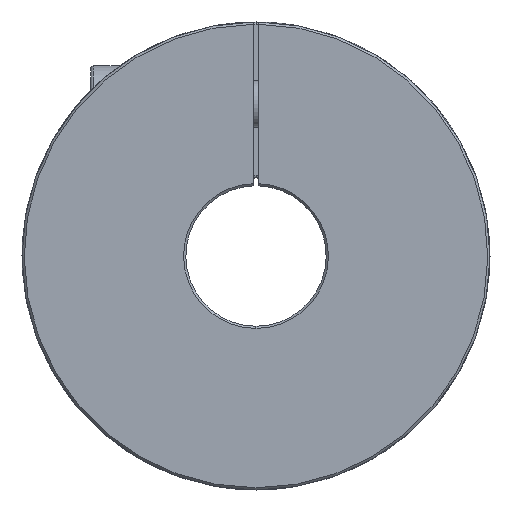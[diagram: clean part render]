
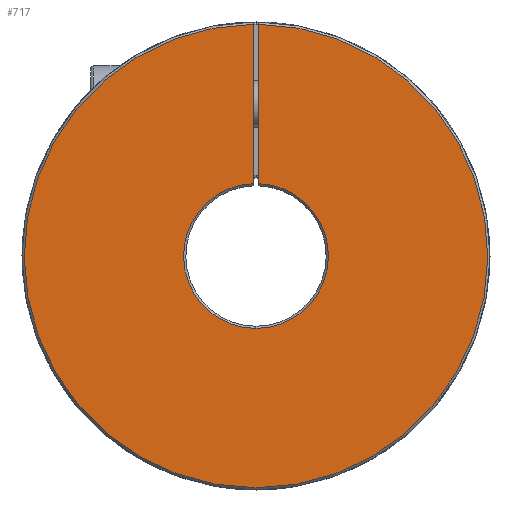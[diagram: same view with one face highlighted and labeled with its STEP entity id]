
A CAD part, left-side view. The second image highlights one B-rep face of the part: STEP entity #717.
In plain terms, the highlighted planar face has unit normal (-1, 0, 0).
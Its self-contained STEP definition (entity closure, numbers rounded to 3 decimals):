
#717 = ADVANCED_FACE ( 'NONE', ( #4683 ), #5977, .T. ) ;
#1110 = EDGE_CURVE ( 'NONE', #2274, #2275, #6876, .T. ) ;
#1786 = EDGE_LOOP ( 'NONE', ( #2711, #2712, #2713, #2714, #2715 ) ) ;
#1959 = EDGE_CURVE ( 'NONE', #2315, #2316, #6945, .T. ) ;
#1962 = EDGE_CURVE ( 'NONE', #2315, #2274, #6956, .T. ) ;
#1963 = EDGE_CURVE ( 'NONE', #2314, #2316, #6958, .T. ) ;
#1964 = EDGE_CURVE ( 'NONE', #2275, #2314, #6941, .T. ) ;
#2274 = VERTEX_POINT ( 'NONE', #9364 ) ;
#2275 = VERTEX_POINT ( 'NONE', #9365 ) ;
#2314 = VERTEX_POINT ( 'NONE', #9404 ) ;
#2315 = VERTEX_POINT ( 'NONE', #9405 ) ;
#2316 = VERTEX_POINT ( 'NONE', #9406 ) ;
#2711 = ORIENTED_EDGE ( 'NONE', *, *, #1964, .F. ) ;
#2712 = ORIENTED_EDGE ( 'NONE', *, *, #1110, .F. ) ;
#2713 = ORIENTED_EDGE ( 'NONE', *, *, #1962, .F. ) ;
#2714 = ORIENTED_EDGE ( 'NONE', *, *, #1959, .T. ) ;
#2715 = ORIENTED_EDGE ( 'NONE', *, *, #1963, .F. ) ;
#4683 = FACE_OUTER_BOUND ( 'NONE', #1786, .T. ) ;
#5179 = AXIS2_PLACEMENT_3D ( 'NONE', #5976, #5982, #5983 ) ;
#5976 = CARTESIAN_POINT ( 'NONE',  ( -57., 0., 0. ) ) ;
#5977 = PLANE ( 'NONE',  #5179 ) ;
#5982 = DIRECTION ( 'NONE',  ( -1., 0., 0. ) ) ;
#5983 = DIRECTION ( 'NONE',  ( 0., 0., -1. ) ) ;
#6876 = CIRCLE ( 'NONE', #7518, 12.381 ) ;
#6941 = LINE ( 'NONE', #8412, #6947 ) ;
#6943 = VECTOR ( 'NONE', #8400, 1000. ) ;
#6945 = LINE ( 'NONE', #8399, #6943 ) ;
#6947 = VECTOR ( 'NONE', #8413, 1000. ) ;
#6956 = CIRCLE ( 'NONE', #7560, 12.381 ) ;
#6958 = CIRCLE ( 'NONE', #7558, 39.619 ) ;
#7518 = AXIS2_PLACEMENT_3D ( 'NONE', #7979, #7980, #7981 ) ;
#7558 = AXIS2_PLACEMENT_3D ( 'NONE', #8408, #8410, #8411 ) ;
#7560 = AXIS2_PLACEMENT_3D ( 'NONE', #8405, #8406, #8407 ) ;
#7979 = CARTESIAN_POINT ( 'NONE',  ( -57., 0., 0. ) ) ;
#7980 = DIRECTION ( 'NONE',  ( -1., 0., 0. ) ) ;
#7981 = DIRECTION ( 'NONE',  ( 0., 0., -1. ) ) ;
#8399 = CARTESIAN_POINT ( 'NONE',  ( -57., 0.5, 0. ) ) ;
#8400 = DIRECTION ( 'NONE',  ( 0., 0., 1. ) ) ;
#8405 = CARTESIAN_POINT ( 'NONE',  ( -57., 0., 0. ) ) ;
#8406 = DIRECTION ( 'NONE',  ( -1., 0., 0. ) ) ;
#8407 = DIRECTION ( 'NONE',  ( 0., 0., -1. ) ) ;
#8408 = CARTESIAN_POINT ( 'NONE',  ( -57., 0., 0. ) ) ;
#8410 = DIRECTION ( 'NONE',  ( 1., 0., 0. ) ) ;
#8411 = DIRECTION ( 'NONE',  ( 0., 0., -1. ) ) ;
#8412 = CARTESIAN_POINT ( 'NONE',  ( -57., -0.5, 0. ) ) ;
#8413 = DIRECTION ( 'NONE',  ( 0., 0., 1. ) ) ;
#9364 = CARTESIAN_POINT ( 'NONE',  ( -57., 0., -12.381 ) ) ;
#9365 = CARTESIAN_POINT ( 'NONE',  ( -57., -0.5, 12.371 ) ) ;
#9404 = CARTESIAN_POINT ( 'NONE',  ( -57., -0.5, 39.616 ) ) ;
#9405 = CARTESIAN_POINT ( 'NONE',  ( -57., 0.5, 12.371 ) ) ;
#9406 = CARTESIAN_POINT ( 'NONE',  ( -57., 0.5, 39.616 ) ) ;
